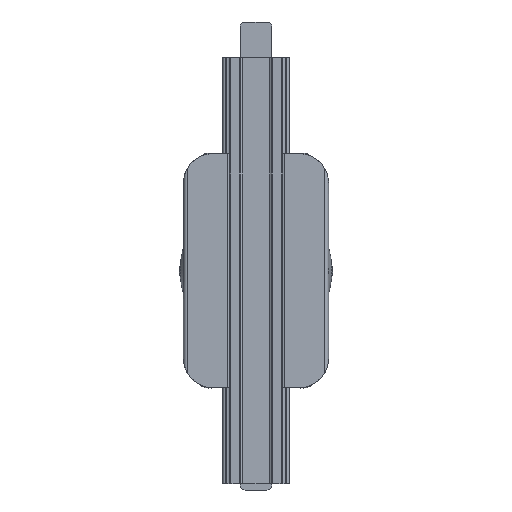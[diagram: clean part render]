
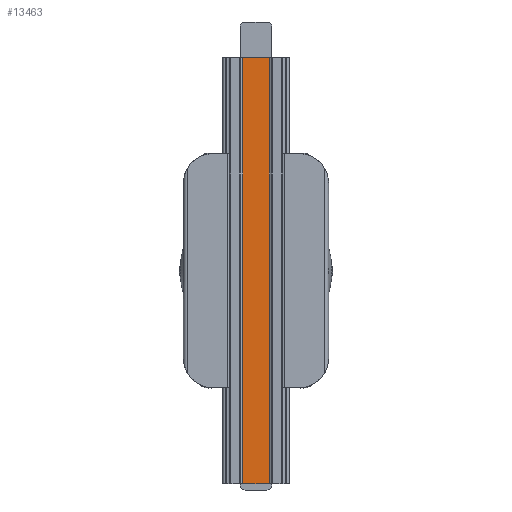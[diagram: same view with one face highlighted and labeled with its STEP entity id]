
A CAD part, front view. The second image highlights one B-rep face of the part: STEP entity #13463.
In plain terms, the highlighted planar face has unit normal (0, -1, 0).
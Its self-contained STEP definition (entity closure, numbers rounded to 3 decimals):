
#865=PLANE('',#14662);
#1309=FACE_OUTER_BOUND('',#2124,.T.);
#2124=EDGE_LOOP('',(#10255,#10256,#10257,#10258));
#2801=LINE('',#20368,#3678);
#3054=LINE('',#22851,#3931);
#3074=LINE('',#23064,#3951);
#3075=LINE('',#23066,#3952);
#3678=VECTOR('',#15932,10.);
#3931=VECTOR('',#17199,10.);
#3951=VECTOR('',#17291,10.);
#3952=VECTOR('',#17294,10.);
#5415=VERTEX_POINT('',#20365);
#5416=VERTEX_POINT('',#20367);
#5894=VERTEX_POINT('',#22848);
#5895=VERTEX_POINT('',#22850);
#6777=EDGE_CURVE('',#5416,#5415,#2801,.T.);
#7463=EDGE_CURVE('',#5895,#5894,#3054,.T.);
#7508=EDGE_CURVE('',#5894,#5416,#3074,.T.);
#7509=EDGE_CURVE('',#5415,#5895,#3075,.T.);
#10255=ORIENTED_EDGE('',*,*,#7508,.T.);
#10256=ORIENTED_EDGE('',*,*,#6777,.T.);
#10257=ORIENTED_EDGE('',*,*,#7509,.T.);
#10258=ORIENTED_EDGE('',*,*,#7463,.T.);
#13463=ADVANCED_FACE('',(#1309),#865,.T.);
#14662=AXIS2_PLACEMENT_3D('',#23065,#17292,#17293);
#15932=DIRECTION('',(-1.,0.,0.));
#17199=DIRECTION('',(1.,0.,0.));
#17291=DIRECTION('',(0.,0.,1.));
#17292=DIRECTION('center_axis',(0.,-1.,0.));
#17293=DIRECTION('ref_axis',(-1.,0.,0.));
#17294=DIRECTION('',(0.,0.,-1.));
#20365=CARTESIAN_POINT('',(-6.151,1.,100.));
#20367=CARTESIAN_POINT('',(6.151,1.,100.));
#20368=CARTESIAN_POINT('',(3.075,1.,100.));
#22848=CARTESIAN_POINT('',(6.151,1.,-100.));
#22850=CARTESIAN_POINT('',(-6.151,1.,-100.));
#22851=CARTESIAN_POINT('',(3.075,1.,-100.));
#23064=CARTESIAN_POINT('',(6.151,1.,0.));
#23065=CARTESIAN_POINT('Origin',(6.151,1.,0.));
#23066=CARTESIAN_POINT('',(-6.151,1.,0.));
